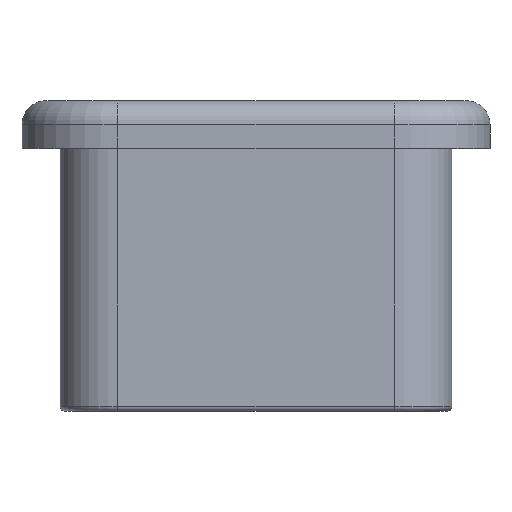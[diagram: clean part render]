
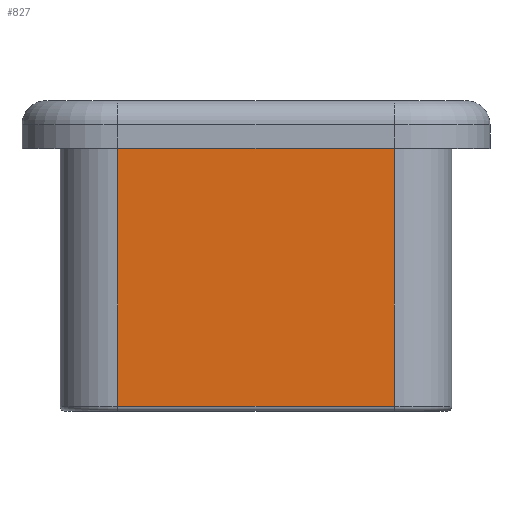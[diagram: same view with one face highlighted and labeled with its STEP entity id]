
A CAD part, top view. The second image highlights one B-rep face of the part: STEP entity #827.
In plain terms, the highlighted planar face has unit normal (0, 0, 1).
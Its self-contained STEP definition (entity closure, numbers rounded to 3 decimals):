
#166=ORIENTED_EDGE('',*,*,#406,.F.);
#167=ORIENTED_EDGE('',*,*,#407,.T.);
#168=ORIENTED_EDGE('',*,*,#408,.T.);
#169=ORIENTED_EDGE('',*,*,#399,.F.);
#399=EDGE_CURVE('',#519,#520,#580,.T.);
#406=EDGE_CURVE('',#526,#519,#584,.T.);
#407=EDGE_CURVE('',#526,#527,#585,.F.);
#408=EDGE_CURVE('',#527,#520,#586,.T.);
#519=VERTEX_POINT('',#1344);
#520=VERTEX_POINT('',#1346);
#526=VERTEX_POINT('',#1361);
#527=VERTEX_POINT('',#1363);
#580=LINE('',#1345,#646);
#584=LINE('',#1360,#650);
#585=LINE('',#1362,#651);
#586=LINE('',#1364,#652);
#646=VECTOR('',#1063,1000.);
#650=VECTOR('',#1077,1000.);
#651=VECTOR('',#1078,1000.);
#652=VECTOR('',#1079,1000.);
#701=EDGE_LOOP('',(#166,#167,#168,#169));
#755=FACE_BOUND('',#701,.T.);
#805=PLANE('',#914);
#827=ADVANCED_FACE('',(#755),#805,.F.);
#914=AXIS2_PLACEMENT_3D('',#1359,#1075,#1076);
#1063=DIRECTION('',(1.,0.,0.));
#1075=DIRECTION('',(0.,0.,-1.));
#1076=DIRECTION('',(-1.,0.,0.));
#1077=DIRECTION('',(0.,1.,0.));
#1078=DIRECTION('',(-1.,0.,0.));
#1079=DIRECTION('',(0.,1.,0.));
#1344=CARTESIAN_POINT('',(-2.9,-1.,1.2));
#1345=CARTESIAN_POINT('',(-2.9,-1.,1.2));
#1346=CARTESIAN_POINT('',(2.9,-1.,1.2));
#1359=CARTESIAN_POINT('',(2.9,-6.5,1.2));
#1360=CARTESIAN_POINT('',(-2.9,-6.5,1.2));
#1361=CARTESIAN_POINT('',(-2.9,-6.4,1.2));
#1362=CARTESIAN_POINT('',(2.9,-6.4,1.2));
#1363=CARTESIAN_POINT('',(2.9,-6.4,1.2));
#1364=CARTESIAN_POINT('',(2.9,-6.5,1.2));
